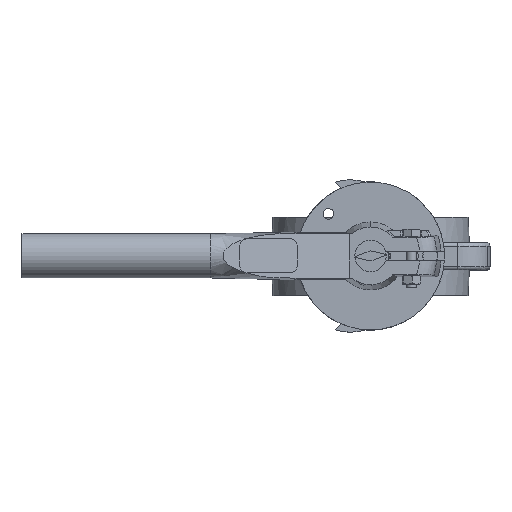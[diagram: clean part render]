
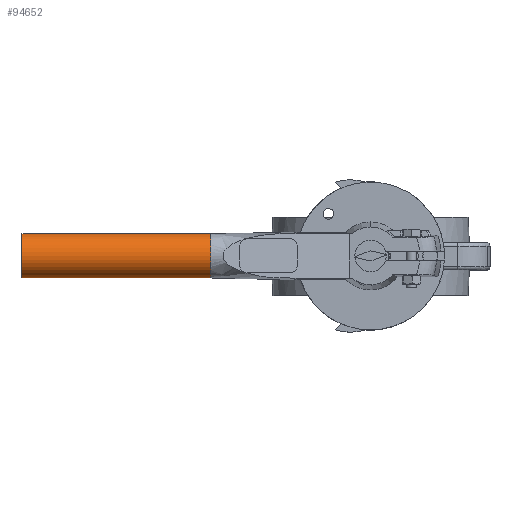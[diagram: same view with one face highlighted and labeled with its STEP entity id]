
A CAD part, top view. The second image highlights one B-rep face of the part: STEP entity #94652.
In plain terms, the highlighted cylindrical face has radius 13 mm (diameter 26 mm), a partial arc.
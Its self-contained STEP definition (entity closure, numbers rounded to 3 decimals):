
#94611=CARTESIAN_POINT('',(-62.377,-0.,205.));
#94612=DIRECTION('',(-1.,-0.,0.));
#94613=DIRECTION('',(0.,-1.,-0.));
#94614=AXIS2_PLACEMENT_3D('',#94611,#94612,#94613);
#94615=CYLINDRICAL_SURFACE('',#94614,13.);
#94616=CARTESIAN_POINT('',(-94.,-13.,205.));
#94617=VERTEX_POINT('',#94616);
#94618=CARTESIAN_POINT('',(-205.,-13.,205.));
#94619=VERTEX_POINT('',#94618);
#94620=CARTESIAN_POINT('',(-94.,-13.,205.));
#94621=DIRECTION('',(-1.,0.,0.));
#94622=VECTOR('',#94621,111.);
#94623=LINE('',#94620,#94622);
#94624=EDGE_CURVE('',#94617,#94619,#94623,.T.);
#94625=ORIENTED_EDGE('',*,*,#94624,.F.);
#94626=CARTESIAN_POINT('',(-94.,13.,205.));
#94627=VERTEX_POINT('',#94626);
#94628=CARTESIAN_POINT('',(-94.,-0.,205.));
#94629=DIRECTION('',(1.,0.,-0.));
#94630=DIRECTION('',(0.,-1.,-0.));
#94631=AXIS2_PLACEMENT_3D('',#94628,#94629,#94630);
#94632=CIRCLE('',#94631,13.);
#94633=EDGE_CURVE('',#94627,#94617,#94632,.T.);
#94634=ORIENTED_EDGE('',*,*,#94633,.F.);
#94635=CARTESIAN_POINT('',(-205.,13.,205.));
#94636=VERTEX_POINT('',#94635);
#94637=CARTESIAN_POINT('',(-94.,13.,205.));
#94638=DIRECTION('',(-1.,-0.,-0.));
#94639=VECTOR('',#94638,111.);
#94640=LINE('',#94637,#94639);
#94641=EDGE_CURVE('',#94627,#94636,#94640,.T.);
#94642=ORIENTED_EDGE('',*,*,#94641,.T.);
#94643=CARTESIAN_POINT('',(-205.,-0.,205.));
#94644=DIRECTION('',(1.,0.,-0.));
#94645=DIRECTION('',(0.,-1.,-0.));
#94646=AXIS2_PLACEMENT_3D('',#94643,#94644,#94645);
#94647=CIRCLE('',#94646,13.);
#94648=EDGE_CURVE('',#94636,#94619,#94647,.T.);
#94649=ORIENTED_EDGE('',*,*,#94648,.T.);
#94650=EDGE_LOOP('',(#94625,#94634,#94642,#94649));
#94651=FACE_BOUND('',#94650,.T.);
#94652=ADVANCED_FACE('',(#94651),#94615,.T.);
